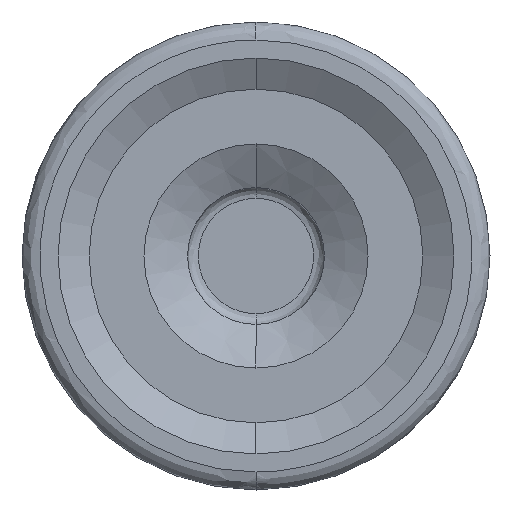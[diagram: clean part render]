
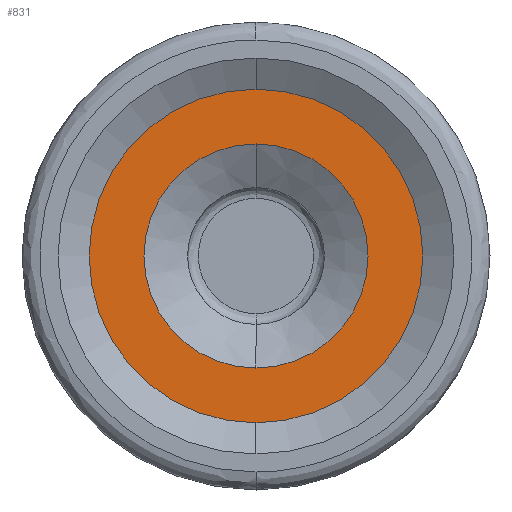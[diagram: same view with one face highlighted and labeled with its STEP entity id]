
A CAD part, left-side view. The second image highlights one B-rep face of the part: STEP entity #831.
In plain terms, the highlighted planar face has unit normal (-1, 0, 0).
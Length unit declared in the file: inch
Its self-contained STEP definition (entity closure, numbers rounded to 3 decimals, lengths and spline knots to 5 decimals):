
#6 = FACE_OUTER_BOUND ( 'NONE', #909, .T. ) ;
#30 = VERTEX_POINT ( 'NONE', #1215 ) ;
#83 = DIRECTION ( 'NONE',  ( -1., 0., 0. ) ) ;
#120 = CIRCLE ( 'NONE', #571, 0.12254 ) ;
#249 = CIRCLE ( 'NONE', #1162, 0.12254 ) ;
#250 = CARTESIAN_POINT ( 'NONE',  ( 0.01969, 0., 0.12254 ) ) ;
#262 = EDGE_CURVE ( 'NONE', #464, #30, #334, .T. ) ;
#272 = ORIENTED_EDGE ( 'NONE', *, *, #910, .T. ) ;
#280 = CARTESIAN_POINT ( 'NONE',  ( 0.01969, 0., 0. ) ) ;
#306 = CARTESIAN_POINT ( 'NONE',  ( 0.01969, 0., -0.18244 ) ) ;
#316 = ORIENTED_EDGE ( 'NONE', *, *, #262, .T. ) ;
#334 = CIRCLE ( 'NONE', #414, 0.18244 ) ;
#382 = PLANE ( 'NONE',  #1491 ) ;
#397 = DIRECTION ( 'NONE',  ( 0., 0., 1. ) ) ;
#414 = AXIS2_PLACEMENT_3D ( 'NONE', #808, #83, #926 ) ;
#464 = VERTEX_POINT ( 'NONE', #306 ) ;
#469 = CARTESIAN_POINT ( 'NONE',  ( 0.01969, 0., -0.12254 ) ) ;
#483 = ORIENTED_EDGE ( 'NONE', *, *, #764, .T. ) ;
#571 = AXIS2_PLACEMENT_3D ( 'NONE', #719, #1568, #844 ) ;
#637 = DIRECTION ( 'NONE',  ( -1., 0., 0. ) ) ;
#719 = CARTESIAN_POINT ( 'NONE',  ( 0.01969, 0., 0. ) ) ;
#764 = EDGE_CURVE ( 'NONE', #1437, #1352, #120, .T. ) ;
#808 = CARTESIAN_POINT ( 'NONE',  ( 0.01969, 0., 0. ) ) ;
#831 = ADVANCED_FACE ( 'NONE', ( #1289, #6 ), #382, .T. ) ;
#844 = DIRECTION ( 'NONE',  ( 0., 0., 1. ) ) ;
#877 = EDGE_CURVE ( 'NONE', #30, #464, #1247, .T. ) ;
#909 = EDGE_LOOP ( 'NONE', ( #1037, #316 ) ) ;
#910 = EDGE_CURVE ( 'NONE', #1352, #1437, #249, .T. ) ;
#926 = DIRECTION ( 'NONE',  ( 0., 0., 1. ) ) ;
#978 = DIRECTION ( 'NONE',  ( -1., 0., 0. ) ) ;
#1037 = ORIENTED_EDGE ( 'NONE', *, *, #877, .T. ) ;
#1125 = DIRECTION ( 'NONE',  ( 1., 0., 0. ) ) ;
#1162 = AXIS2_PLACEMENT_3D ( 'NONE', #280, #1125, #397 ) ;
#1182 = EDGE_LOOP ( 'NONE', ( #483, #272 ) ) ;
#1215 = CARTESIAN_POINT ( 'NONE',  ( 0.01969, 0., 0.18244 ) ) ;
#1222 = DIRECTION ( 'NONE',  ( 0., 0., 1. ) ) ;
#1237 = AXIS2_PLACEMENT_3D ( 'NONE', #1363, #637, #1486 ) ;
#1247 = CIRCLE ( 'NONE', #1237, 0.18244 ) ;
#1289 = FACE_BOUND ( 'NONE', #1182, .T. ) ;
#1352 = VERTEX_POINT ( 'NONE', #469 ) ;
#1363 = CARTESIAN_POINT ( 'NONE',  ( 0.01969, 0., 0. ) ) ;
#1437 = VERTEX_POINT ( 'NONE', #250 ) ;
#1465 = CARTESIAN_POINT ( 'NONE',  ( 0.01969, 0.18244, 0. ) ) ;
#1486 = DIRECTION ( 'NONE',  ( 0., 0., 1. ) ) ;
#1491 = AXIS2_PLACEMENT_3D ( 'NONE', #1465, #978, #1222 ) ;
#1568 = DIRECTION ( 'NONE',  ( 1., 0., 0. ) ) ;
